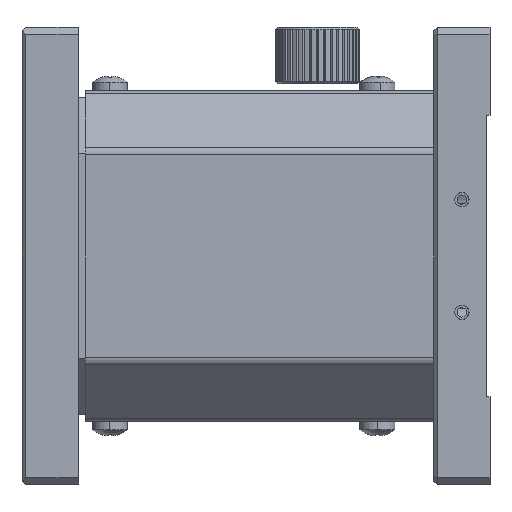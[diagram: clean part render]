
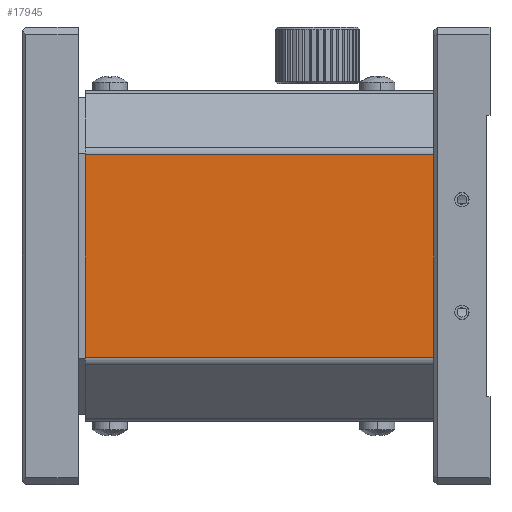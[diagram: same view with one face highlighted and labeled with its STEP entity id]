
A CAD part, left-side view. The second image highlights one B-rep face of the part: STEP entity #17945.
In plain terms, the highlighted planar face has unit normal (-1, 0, 0).
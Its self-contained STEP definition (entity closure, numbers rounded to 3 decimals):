
#39 = LINE ( 'NONE', #15383, #20417 ) ;
#286 = VECTOR ( 'NONE', #1899, 1000. ) ;
#597 = EDGE_CURVE ( 'NONE', #21937, #16272, #18813, .T. ) ;
#1899 = DIRECTION ( 'NONE',  ( 0., 0., 1. ) ) ;
#2004 = ORIENTED_EDGE ( 'NONE', *, *, #8695, .T. ) ;
#2567 = EDGE_CURVE ( 'NONE', #6317, #16272, #7565, .T. ) ;
#2761 = DIRECTION ( 'NONE',  ( -1., 0., 0. ) ) ;
#3278 = LINE ( 'NONE', #12450, #286 ) ;
#3678 = VERTEX_POINT ( 'NONE', #13746 ) ;
#4920 = EDGE_LOOP ( 'NONE', ( #19242, #2004, #5446, #8104 ) ) ;
#4985 = DIRECTION ( 'NONE',  ( 0., -1., 0. ) ) ;
#5090 = FACE_OUTER_BOUND ( 'NONE', #4920, .T. ) ;
#5446 = ORIENTED_EDGE ( 'NONE', *, *, #20368, .T. ) ;
#6267 = PLANE ( 'NONE',  #15315 ) ;
#6317 = VERTEX_POINT ( 'NONE', #8260 ) ;
#7565 = LINE ( 'NONE', #14516, #16262 ) ;
#8104 = ORIENTED_EDGE ( 'NONE', *, *, #597, .T. ) ;
#8260 = CARTESIAN_POINT ( 'NONE',  ( -28.066, 118.127, -25.34 ) ) ;
#8583 = CARTESIAN_POINT ( 'NONE',  ( -28.066, 68.627, 3.417 ) ) ;
#8695 = EDGE_CURVE ( 'NONE', #6317, #3678, #39, .T. ) ;
#10328 = DIRECTION ( 'NONE',  ( 0., 1., 0. ) ) ;
#10622 = CARTESIAN_POINT ( 'NONE',  ( -28.066, 68.627, 3.417 ) ) ;
#11266 = DIRECTION ( 'NONE',  ( 0., -1., 0. ) ) ;
#12450 = CARTESIAN_POINT ( 'NONE',  ( -28.066, 68.627, -25.961 ) ) ;
#13746 = CARTESIAN_POINT ( 'NONE',  ( -28.066, 68.627, -25.34 ) ) ;
#14516 = CARTESIAN_POINT ( 'NONE',  ( -28.066, 118.127, -25.961 ) ) ;
#14766 = CARTESIAN_POINT ( 'NONE',  ( -28.066, 68.627, -25.961 ) ) ;
#15315 = AXIS2_PLACEMENT_3D ( 'NONE', #14766, #2761, #11266 ) ;
#15383 = CARTESIAN_POINT ( 'NONE',  ( -28.066, 68.627, -25.34 ) ) ;
#16262 = VECTOR ( 'NONE', #16353, 1000. ) ;
#16272 = VERTEX_POINT ( 'NONE', #19851 ) ;
#16353 = DIRECTION ( 'NONE',  ( 0., 0., 1. ) ) ;
#17945 = ADVANCED_FACE ( 'NONE', ( #5090 ), #6267, .T. ) ;
#18813 = LINE ( 'NONE', #8583, #21246 ) ;
#19242 = ORIENTED_EDGE ( 'NONE', *, *, #2567, .F. ) ;
#19851 = CARTESIAN_POINT ( 'NONE',  ( -28.066, 118.127, 3.417 ) ) ;
#20368 = EDGE_CURVE ( 'NONE', #3678, #21937, #3278, .T. ) ;
#20417 = VECTOR ( 'NONE', #4985, 1000. ) ;
#21246 = VECTOR ( 'NONE', #10328, 1000. ) ;
#21937 = VERTEX_POINT ( 'NONE', #10622 ) ;
